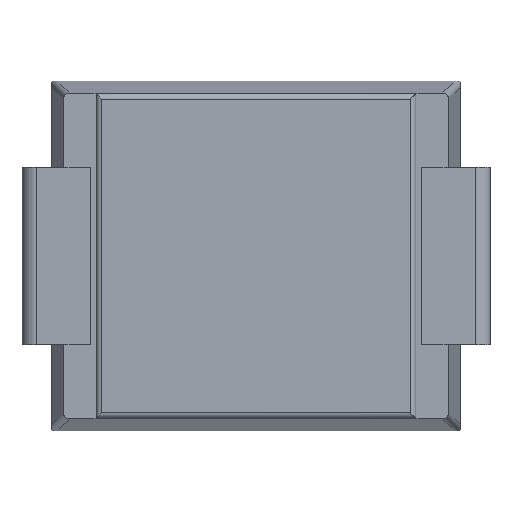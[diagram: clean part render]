
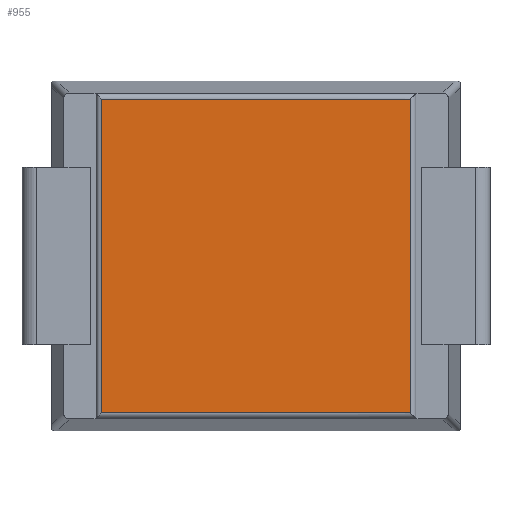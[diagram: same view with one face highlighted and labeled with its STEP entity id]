
A CAD part, front view. The second image highlights one B-rep face of the part: STEP entity #955.
In plain terms, the highlighted planar face has unit normal (0, -1, 0).
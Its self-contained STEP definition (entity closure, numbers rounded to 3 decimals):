
#7 = DIRECTION ( 'NONE',  ( 0., 0., 1. ) ) ;
#47 = PLANE ( 'NONE',  #684 ) ;
#72 = VECTOR ( 'NONE', #7, 1000. ) ;
#83 = CARTESIAN_POINT ( 'NONE',  ( -2.6, -1.028, -2.644 ) ) ;
#289 = EDGE_CURVE ( 'NONE', #2623, #2107, #2054, .T. ) ;
#348 = CARTESIAN_POINT ( 'NONE',  ( -2.6, -1.028, -2.728 ) ) ;
#649 = CARTESIAN_POINT ( 'NONE',  ( 0., -1.028, 2.95 ) ) ;
#684 = AXIS2_PLACEMENT_3D ( 'NONE', #649, #1036, #1262 ) ;
#702 = CARTESIAN_POINT ( 'NONE',  ( -2.6, -1.028, 2.644 ) ) ;
#862 = VECTOR ( 'NONE', #1727, 1000. ) ;
#870 = ORIENTED_EDGE ( 'NONE', *, *, #289, .T. ) ;
#955 = ADVANCED_FACE ( 'NONE', ( #1656 ), #47, .T. ) ;
#1036 = DIRECTION ( 'NONE',  ( 0., -1., 0. ) ) ;
#1067 = LINE ( 'NONE', #1878, #72 ) ;
#1150 = VECTOR ( 'NONE', #1171, 1000. ) ;
#1171 = DIRECTION ( 'NONE',  ( 0., 0., -1. ) ) ;
#1217 = ORIENTED_EDGE ( 'NONE', *, *, #1268, .T. ) ;
#1262 = DIRECTION ( 'NONE',  ( 0., 0., -1. ) ) ;
#1268 = EDGE_CURVE ( 'NONE', #2312, #2623, #2028, .T. ) ;
#1523 = CARTESIAN_POINT ( 'NONE',  ( 2.6, -1.028, 2.644 ) ) ;
#1545 = LINE ( 'NONE', #2110, #862 ) ;
#1656 = FACE_OUTER_BOUND ( 'NONE', #2095, .T. ) ;
#1706 = CARTESIAN_POINT ( 'NONE',  ( 2.6, -1.028, -2.644 ) ) ;
#1727 = DIRECTION ( 'NONE',  ( -1., 0., 0. ) ) ;
#1800 = EDGE_CURVE ( 'NONE', #2107, #1853, #1067, .T. ) ;
#1853 = VERTEX_POINT ( 'NONE', #1523 ) ;
#1878 = CARTESIAN_POINT ( 'NONE',  ( 2.6, -1.028, 2.95 ) ) ;
#1912 = VECTOR ( 'NONE', #2457, 1000. ) ;
#2028 = LINE ( 'NONE', #348, #1150 ) ;
#2054 = LINE ( 'NONE', #2296, #1912 ) ;
#2095 = EDGE_LOOP ( 'NONE', ( #1217, #870, #2173, #2549 ) ) ;
#2107 = VERTEX_POINT ( 'NONE', #1706 ) ;
#2110 = CARTESIAN_POINT ( 'NONE',  ( 0., -1.028, 2.644 ) ) ;
#2173 = ORIENTED_EDGE ( 'NONE', *, *, #1800, .T. ) ;
#2296 = CARTESIAN_POINT ( 'NONE',  ( 2.7, -1.028, -2.644 ) ) ;
#2312 = VERTEX_POINT ( 'NONE', #702 ) ;
#2318 = EDGE_CURVE ( 'NONE', #1853, #2312, #1545, .T. ) ;
#2457 = DIRECTION ( 'NONE',  ( 1., 0., 0. ) ) ;
#2549 = ORIENTED_EDGE ( 'NONE', *, *, #2318, .T. ) ;
#2623 = VERTEX_POINT ( 'NONE', #83 ) ;
